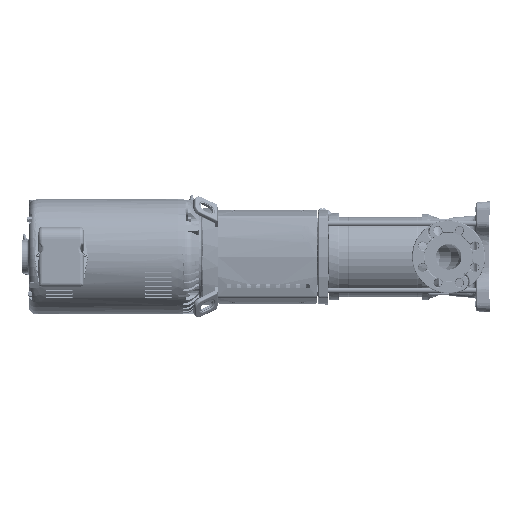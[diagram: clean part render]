
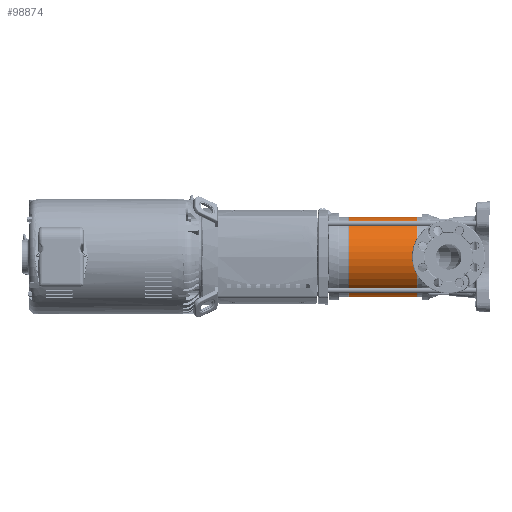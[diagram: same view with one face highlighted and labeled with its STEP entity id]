
A CAD part, left-side view. The second image highlights one B-rep face of the part: STEP entity #98874.
In plain terms, the highlighted cylindrical face has radius 102 mm (diameter 204 mm), a full revolution.
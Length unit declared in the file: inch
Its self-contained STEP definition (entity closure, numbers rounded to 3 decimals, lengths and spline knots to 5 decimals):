
#13107=CIRCLE('',#105775,4.01575);
#13108=CIRCLE('',#105776,4.01575);
#13109=CIRCLE('',#105778,4.01575);
#13110=CIRCLE('',#105779,4.01575);
#17761=FACE_OUTER_BOUND('',#23152,.T.);
#23152=EDGE_LOOP('',(#76353,#76354,#76355,#76356,#76357,#76358));
#31741=LINE('',#243643,#37073);
#37073=VECTOR('',#119731,4.01575);
#44263=VERTEX_POINT('',#243636);
#44264=VERTEX_POINT('',#243638);
#44265=VERTEX_POINT('',#243642);
#44266=VERTEX_POINT('',#243644);
#56395=EDGE_CURVE('',#44263,#44264,#13107,.T.);
#56396=EDGE_CURVE('',#44264,#44263,#13108,.T.);
#56397=EDGE_CURVE('',#44263,#44265,#31741,.T.);
#56398=EDGE_CURVE('',#44265,#44266,#13109,.T.);
#56399=EDGE_CURVE('',#44266,#44265,#13110,.T.);
#76353=ORIENTED_EDGE('',*,*,#56396,.F.);
#76354=ORIENTED_EDGE('',*,*,#56395,.F.);
#76355=ORIENTED_EDGE('',*,*,#56397,.T.);
#76356=ORIENTED_EDGE('',*,*,#56398,.T.);
#76357=ORIENTED_EDGE('',*,*,#56399,.T.);
#76358=ORIENTED_EDGE('',*,*,#56397,.F.);
#95699=CYLINDRICAL_SURFACE('',#105777,4.01575);
#98874=ADVANCED_FACE('',(#17761),#95699,.T.);
#105775=AXIS2_PLACEMENT_3D('',#243639,#119725,#119726);
#105776=AXIS2_PLACEMENT_3D('',#243640,#119727,#119728);
#105777=AXIS2_PLACEMENT_3D('',#243641,#119729,#119730);
#105778=AXIS2_PLACEMENT_3D('',#243645,#119732,#119733);
#105779=AXIS2_PLACEMENT_3D('',#243646,#119734,#119735);
#119725=DIRECTION('center_axis',(0.,1.,0.));
#119726=DIRECTION('ref_axis',(0.593,0.,0.805));
#119727=DIRECTION('center_axis',(0.,1.,0.));
#119728=DIRECTION('ref_axis',(0.593,0.,0.805));
#119729=DIRECTION('center_axis',(0.,1.,0.));
#119730=DIRECTION('ref_axis',(0.593,0.,0.805));
#119731=DIRECTION('',(0.,-1.,0.));
#119732=DIRECTION('center_axis',(0.,1.,0.));
#119733=DIRECTION('ref_axis',(0.593,0.,0.805));
#119734=DIRECTION('center_axis',(0.,1.,0.));
#119735=DIRECTION('ref_axis',(0.593,0.,0.805));
#243636=CARTESIAN_POINT('',(-2.38104,14.09546,-3.23371));
#243638=CARTESIAN_POINT('',(2.38104,14.09546,3.23371));
#243639=CARTESIAN_POINT('Origin',(0.,14.09546,
0.));
#243640=CARTESIAN_POINT('Origin',(0.,14.09546,
0.));
#243641=CARTESIAN_POINT('Origin',(0.,13.25669,
0.));
#243642=CARTESIAN_POINT('',(-2.38104,7.27186,-3.23371));
#243643=CARTESIAN_POINT('',(-2.38104,13.25669,-3.23371));
#243644=CARTESIAN_POINT('',(2.38104,7.27186,3.23371));
#243645=CARTESIAN_POINT('Origin',(0.,7.27186,0.));
#243646=CARTESIAN_POINT('Origin',(0.,7.27186,0.));
